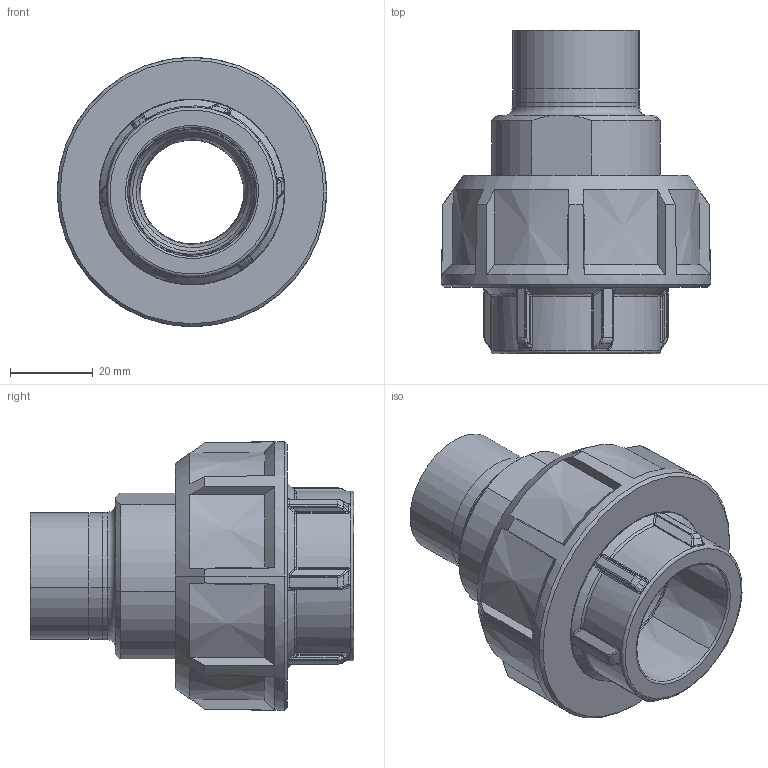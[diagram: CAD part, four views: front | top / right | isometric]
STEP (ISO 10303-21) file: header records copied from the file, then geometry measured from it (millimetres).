
FILE_DESCRIPTION(('STEP AP214'),'1');
FILE_NAME('birxm032100e.stp','2018-02-12T14:28:19',('TraceParts'),('TraceParts S.A.'),'Spatial InterOp 3D',' ',' ');
FILE_SCHEMA(('automotive_design'));
Length unit declared in the file: millimetre
Products named in the file (3): birxm032100e_1; birxm032100e_2; birxm032100e_3
Bounding box: 64.98 x 78 x 64.98 mm (x, y, z)
Volume: 89682.7 mm3; surface area: 33653.7 mm2
Topology: 3 solids, 3 shells, 330 faces, 804 edges, 488 vertices
Faces by surface type: bspline 88, cylinder 82, torus 62, cone 54, plane 44
Entity records: 14278 total; most frequent: CARTESIAN_POINT 4287, ORIENTED_EDGE 1608, DIRECTION 1464, EDGE_CURVE 804, AXIS2_PLACEMENT_3D 667, VERTEX_POINT 488, CIRCLE 422, EDGE_LOOP 344
